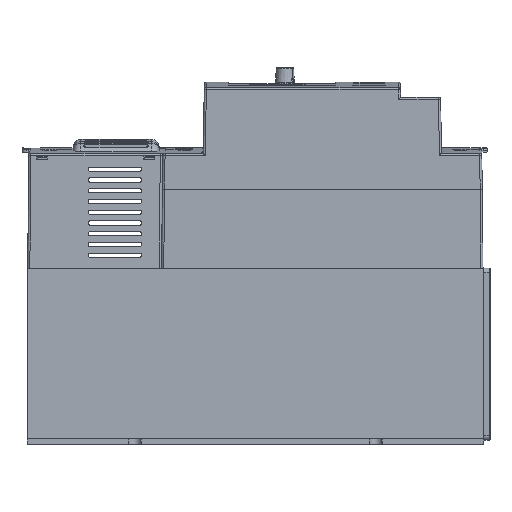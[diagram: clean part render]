
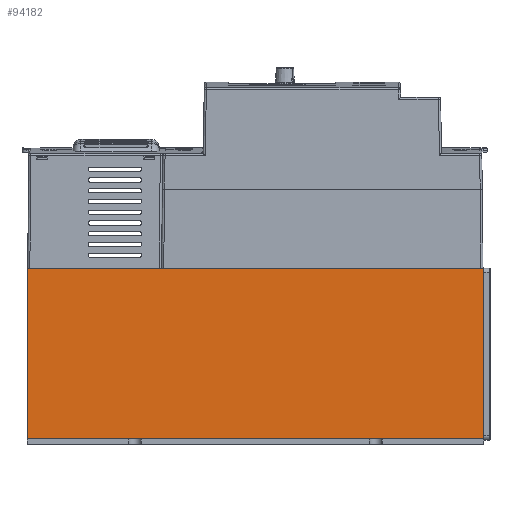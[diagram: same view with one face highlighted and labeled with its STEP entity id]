
A CAD part, left-side view. The second image highlights one B-rep face of the part: STEP entity #94182.
In plain terms, the highlighted planar face has unit normal (-1, 0, 0.006).
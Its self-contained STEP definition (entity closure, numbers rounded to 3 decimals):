
#2161 = DIRECTION ( 'NONE',  ( 0., -1., 0. ) ) ;
#2162 = CARTESIAN_POINT ( 'NONE',  ( -53.25, 75., 2.6 ) ) ;
#2262 = CARTESIAN_POINT ( 'NONE',  ( -52.75, 75., 82. ) ) ;
#2263 = DIRECTION ( 'NONE',  ( 0., -1., 0. ) ) ;
#2298 = CARTESIAN_POINT ( 'NONE',  ( -53.25, -75., 2.6 ) ) ;
#2299 = DIRECTION ( 'NONE',  ( 0.006, 0., 1. ) ) ;
#2300 = CARTESIAN_POINT ( 'NONE',  ( -52.75, 137.3, 82. ) ) ;
#2301 = DIRECTION ( 'NONE',  ( -0.006, 0., -1. ) ) ;
#2906 = LINE ( 'NONE', #2300, #2907 ) ;
#2907 = VECTOR ( 'NONE', #2301, 1000. ) ;
#15013 = CARTESIAN_POINT ( 'NONE',  ( -52.75, 137.3, 82. ) ) ;
#19162 = CARTESIAN_POINT ( 'NONE',  ( -53.25, 137.3, 2.6 ) ) ;
#19448 = CARTESIAN_POINT ( 'NONE',  ( -52.75, -75., 82. ) ) ;
#19722 = CARTESIAN_POINT ( 'NONE',  ( -53.25, 87.15, 2.6 ) ) ;
#20006 = CARTESIAN_POINT ( 'NONE',  ( -53.25, -75., 2.6 ) ) ;
#20105 = CARTESIAN_POINT ( 'NONE',  ( -53.25, -24.85, 2.6 ) ) ;
#37747 = LINE ( 'NONE', #40239, #37750 ) ;
#37750 = VECTOR ( 'NONE', #40236, 1000. ) ;
#40236 = DIRECTION ( 'NONE',  ( 0., -1., 0. ) ) ;
#40239 = CARTESIAN_POINT ( 'NONE',  ( -53.25, 75., 2.6 ) ) ;
#41239 = FACE_OUTER_BOUND ( 'NONE', #48731, .T. ) ;
#42013 = EDGE_CURVE ( 'NONE', #50100, #49902, #100451, .T. ) ;
#47293 = VERTEX_POINT ( 'NONE', #15013 ) ;
#48196 = VERTEX_POINT ( 'NONE', #19162 ) ;
#48412 = VERTEX_POINT ( 'NONE', #19448 ) ;
#48731 = EDGE_LOOP ( 'NONE', ( #48949, #48951, #48953, #48955, #48957, #48959 ) ) ;
#48949 = ORIENTED_EDGE ( 'NONE', *, *, #112687, .T. ) ;
#48951 = ORIENTED_EDGE ( 'NONE', *, *, #112670, .F. ) ;
#48953 = ORIENTED_EDGE ( 'NONE', *, *, #112688, .T. ) ;
#48955 = ORIENTED_EDGE ( 'NONE', *, *, #112635, .T. ) ;
#48957 = ORIENTED_EDGE ( 'NONE', *, *, #55485, .T. ) ;
#48959 = ORIENTED_EDGE ( 'NONE', *, *, #42013, .T. ) ;
#49074 = VERTEX_POINT ( 'NONE', #19722 ) ;
#49902 = VERTEX_POINT ( 'NONE', #20006 ) ;
#50100 = VERTEX_POINT ( 'NONE', #20105 ) ;
#55485 = EDGE_CURVE ( 'NONE', #49074, #50100, #37747, .T. ) ;
#57871 = AXIS2_PLACEMENT_3D ( 'NONE', #74213, #74221, #74222 ) ;
#74213 = CARTESIAN_POINT ( 'NONE',  ( -53.25, 75., 2.6 ) ) ;
#74220 = PLANE ( 'NONE',  #57871 ) ;
#74221 = DIRECTION ( 'NONE',  ( 1., 0., -0.006 ) ) ;
#74222 = DIRECTION ( 'NONE',  ( -0.006, 0., -1. ) ) ;
#83489 = LINE ( 'NONE', #2298, #103987 ) ;
#94182 = ADVANCED_FACE ( 'NONE', ( #41239 ), #74220, .F. ) ;
#100451 = LINE ( 'NONE', #105362, #100464 ) ;
#100464 = VECTOR ( 'NONE', #105379, 1000. ) ;
#103904 = LINE ( 'NONE', #2162, #103913 ) ;
#103913 = VECTOR ( 'NONE', #2161, 1000. ) ;
#103957 = LINE ( 'NONE', #2262, #103960 ) ;
#103960 = VECTOR ( 'NONE', #2263, 1000. ) ;
#103987 = VECTOR ( 'NONE', #2299, 1000. ) ;
#105362 = CARTESIAN_POINT ( 'NONE',  ( -53.25, 75., 2.6 ) ) ;
#105379 = DIRECTION ( 'NONE',  ( 0., -1., 0. ) ) ;
#112635 = EDGE_CURVE ( 'NONE', #48196, #49074, #103904, .T. ) ;
#112670 = EDGE_CURVE ( 'NONE', #47293, #48412, #103957, .T. ) ;
#112687 = EDGE_CURVE ( 'NONE', #49902, #48412, #83489, .T. ) ;
#112688 = EDGE_CURVE ( 'NONE', #47293, #48196, #2906, .T. ) ;
